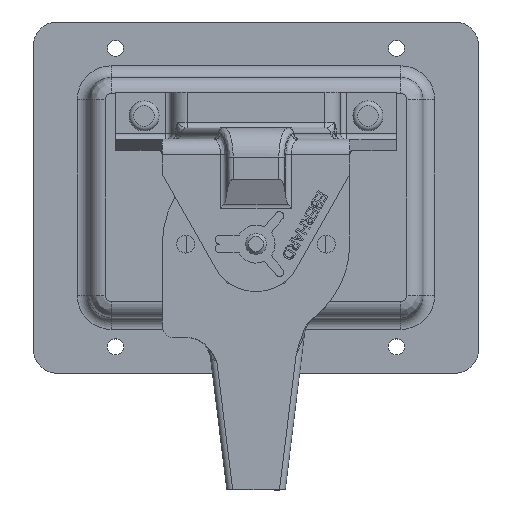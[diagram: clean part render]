
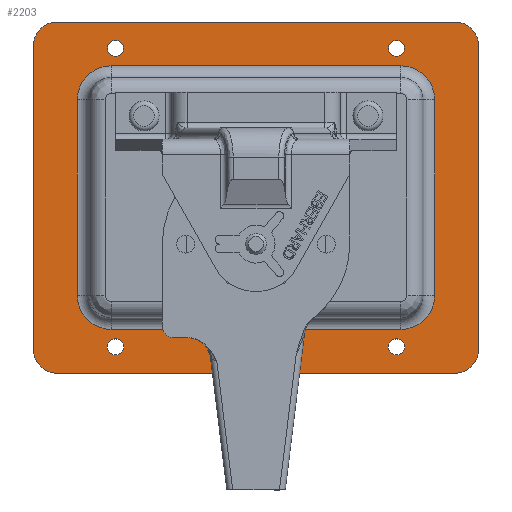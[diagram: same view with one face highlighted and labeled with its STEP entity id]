
A CAD part, top view. The second image highlights one B-rep face of the part: STEP entity #2203.
In plain terms, the highlighted planar face has unit normal (0, 0, 1).
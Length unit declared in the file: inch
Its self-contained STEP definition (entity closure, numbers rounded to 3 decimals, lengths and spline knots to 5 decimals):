
#146=CARTESIAN_POINT('',(-1.414,-1.594,0.0478));
#147=VERTEX_POINT('',#146);
#148=CARTESIAN_POINT('',(-1.5,-1.594,0.0478));
#149=DIRECTION('',(0.0,0.0,-1.0));
#150=DIRECTION('',(-1.0,0.0,0.0));
#151=AXIS2_PLACEMENT_3D('',#148,#149,#150);
#152=CIRCLE('',#151,0.086);
#153=EDGE_CURVE('',#147,#147,#152,.T.);
#174=CARTESIAN_POINT('',(1.586,-1.594,0.0478));
#175=VERTEX_POINT('',#174);
#176=CARTESIAN_POINT('',(1.5,-1.594,0.0478));
#177=DIRECTION('',(0.0,0.0,-1.0));
#178=DIRECTION('',(-1.0,0.0,0.0));
#179=AXIS2_PLACEMENT_3D('',#176,#177,#178);
#180=CIRCLE('',#179,0.086);
#181=EDGE_CURVE('',#175,#175,#180,.T.);
#202=CARTESIAN_POINT('',(-1.414,1.594,0.0478));
#203=VERTEX_POINT('',#202);
#204=CARTESIAN_POINT('',(-1.5,1.594,0.0478));
#205=DIRECTION('',(0.0,0.0,-1.0));
#206=DIRECTION('',(-1.0,0.0,0.0));
#207=AXIS2_PLACEMENT_3D('',#204,#205,#206);
#208=CIRCLE('',#207,0.086);
#209=EDGE_CURVE('',#203,#203,#208,.T.);
#230=CARTESIAN_POINT('',(1.586,1.594,0.0478));
#231=VERTEX_POINT('',#230);
#232=CARTESIAN_POINT('',(1.5,1.594,0.0478));
#233=DIRECTION('',(0.0,0.0,-1.0));
#234=DIRECTION('',(-1.0,0.0,0.0));
#235=AXIS2_PLACEMENT_3D('',#232,#233,#234);
#236=CIRCLE('',#235,0.086);
#237=EDGE_CURVE('',#231,#231,#236,.T.);
#1828=CARTESIAN_POINT('',(-1.54625,1.40705,0.0478));
#1829=VERTEX_POINT('',#1828);
#1838=CARTESIAN_POINT('',(1.54625,1.40705,0.0478));
#1839=VERTEX_POINT('',#1838);
#1847=CARTESIAN_POINT('',(1.54625,1.40705,0.0478));
#1848=DIRECTION('',(-1.0,0.0,0.0));
#1849=VECTOR('',#1848,3.0925);
#1850=LINE('',#1847,#1849);
#1851=EDGE_CURVE('',#1839,#1829,#1850,.T.);
#1863=CARTESIAN_POINT('',(1.90705,1.04625,0.0478));
#1864=VERTEX_POINT('',#1863);
#1872=CARTESIAN_POINT('',(1.54625,1.04625,0.0478));
#1873=DIRECTION('',(0.0,0.0,1.0));
#1874=DIRECTION('',(0.707,0.707,0.0));
#1875=AXIS2_PLACEMENT_3D('',#1872,#1873,#1874);
#1876=CIRCLE('',#1875,0.3608);
#1877=EDGE_CURVE('',#1864,#1839,#1876,.T.);
#1897=CARTESIAN_POINT('',(1.90705,-1.04625,0.0478));
#1898=VERTEX_POINT('',#1897);
#1906=CARTESIAN_POINT('',(1.90705,-1.04625,0.0478));
#1907=DIRECTION('',(0.0,1.0,0.0));
#1908=VECTOR('',#1907,2.0925);
#1909=LINE('',#1906,#1908);
#1910=EDGE_CURVE('',#1898,#1864,#1909,.T.);
#1929=CARTESIAN_POINT('',(1.54625,-1.40705,0.0478));
#1930=VERTEX_POINT('',#1929);
#1938=CARTESIAN_POINT('',(1.54625,-1.04625,0.0478));
#1939=DIRECTION('',(0.0,0.0,1.0));
#1940=DIRECTION('',(0.707,-0.707,0.0));
#1941=AXIS2_PLACEMENT_3D('',#1938,#1939,#1940);
#1942=CIRCLE('',#1941,0.3608);
#1943=EDGE_CURVE('',#1930,#1898,#1942,.T.);
#1961=CARTESIAN_POINT('',(-1.54625,-1.40705,0.0478));
#1962=VERTEX_POINT('',#1961);
#1970=CARTESIAN_POINT('',(-1.54625,-1.40705,0.0478));
#1971=DIRECTION('',(1.0,0.0,0.0));
#1972=VECTOR('',#1971,3.0925);
#1973=LINE('',#1970,#1972);
#1974=EDGE_CURVE('',#1962,#1930,#1973,.T.);
#1991=CARTESIAN_POINT('',(-1.90705,-1.04625,0.0478));
#1992=VERTEX_POINT('',#1991);
#2000=CARTESIAN_POINT('',(-1.54625,-1.04625,0.0478));
#2001=DIRECTION('',(0.0,0.0,1.0));
#2002=DIRECTION('',(-0.707,-0.707,0.0));
#2003=AXIS2_PLACEMENT_3D('',#2000,#2001,#2002);
#2004=CIRCLE('',#2003,0.3608);
#2005=EDGE_CURVE('',#1992,#1962,#2004,.T.);
#2017=CARTESIAN_POINT('',(-1.90705,1.04625,0.0478));
#2018=VERTEX_POINT('',#2017);
#2026=CARTESIAN_POINT('',(-1.90705,1.04625,0.0478));
#2027=DIRECTION('',(0.0,-1.0,0.0));
#2028=VECTOR('',#2027,2.0925);
#2029=LINE('',#2026,#2028);
#2030=EDGE_CURVE('',#2018,#1992,#2029,.T.);
#2043=CARTESIAN_POINT('',(-1.54625,1.04625,0.0478));
#2044=DIRECTION('',(0.0,0.0,1.0));
#2045=DIRECTION('',(-0.707,0.707,0.0));
#2046=AXIS2_PLACEMENT_3D('',#2043,#2044,#2045);
#2047=CIRCLE('',#2046,0.3608);
#2048=EDGE_CURVE('',#1829,#2018,#2047,.T.);
#2106=CARTESIAN_POINT('',(0.,0.0,0.0478));
#2107=DIRECTION('',(0.0,0.0,1.0));
#2108=DIRECTION('',(1.0,0.0,0.0));
#2109=AXIS2_PLACEMENT_3D('',#2106,#2107,#2108);
#2110=PLANE('',#2109);
#2111=CARTESIAN_POINT('',(-2.375,1.625,0.0478));
#2112=VERTEX_POINT('',#2111);
#2113=CARTESIAN_POINT('',(-2.125,1.875,0.0478));
#2114=VERTEX_POINT('',#2113);
#2115=CARTESIAN_POINT('',(-2.125,1.625,0.0478));
#2116=DIRECTION('',(0.0,0.0,-1.0));
#2117=DIRECTION('',(0.0,1.0,0.0));
#2118=AXIS2_PLACEMENT_3D('',#2115,#2116,#2117);
#2119=CIRCLE('',#2118,0.25);
#2120=EDGE_CURVE('',#2112,#2114,#2119,.T.);
#2121=ORIENTED_EDGE('',*,*,#2120,.F.);
#2122=CARTESIAN_POINT('',(-2.375,-1.625,0.0478));
#2123=VERTEX_POINT('',#2122);
#2124=CARTESIAN_POINT('',(-2.375,-1.625,0.0478));
#2125=DIRECTION('',(0.0,1.0,0.0));
#2126=VECTOR('',#2125,3.25);
#2127=LINE('',#2124,#2126);
#2128=EDGE_CURVE('',#2123,#2112,#2127,.T.);
#2129=ORIENTED_EDGE('',*,*,#2128,.F.);
#2130=CARTESIAN_POINT('',(-2.125,-1.875,0.0478));
#2131=VERTEX_POINT('',#2130);
#2132=CARTESIAN_POINT('',(-2.125,-1.625,0.0478));
#2133=DIRECTION('',(0.0,0.0,-1.0));
#2134=DIRECTION('',(-1.0,0.0,0.0));
#2135=AXIS2_PLACEMENT_3D('',#2132,#2133,#2134);
#2136=CIRCLE('',#2135,0.25);
#2137=EDGE_CURVE('',#2131,#2123,#2136,.T.);
#2138=ORIENTED_EDGE('',*,*,#2137,.F.);
#2139=CARTESIAN_POINT('',(2.125,-1.875,0.0478));
#2140=VERTEX_POINT('',#2139);
#2141=CARTESIAN_POINT('',(2.125,-1.875,0.0478));
#2142=DIRECTION('',(-1.0,0.0,0.0));
#2143=VECTOR('',#2142,4.25);
#2144=LINE('',#2141,#2143);
#2145=EDGE_CURVE('',#2140,#2131,#2144,.T.);
#2146=ORIENTED_EDGE('',*,*,#2145,.F.);
#2147=CARTESIAN_POINT('',(2.375,-1.625,0.0478));
#2148=VERTEX_POINT('',#2147);
#2149=CARTESIAN_POINT('',(2.125,-1.625,0.0478));
#2150=DIRECTION('',(0.0,0.0,-1.0));
#2151=DIRECTION('',(0.0,-1.0,0.0));
#2152=AXIS2_PLACEMENT_3D('',#2149,#2150,#2151);
#2153=CIRCLE('',#2152,0.25);
#2154=EDGE_CURVE('',#2148,#2140,#2153,.T.);
#2155=ORIENTED_EDGE('',*,*,#2154,.F.);
#2156=CARTESIAN_POINT('',(2.375,1.625,0.0478));
#2157=VERTEX_POINT('',#2156);
#2158=CARTESIAN_POINT('',(2.375,1.625,0.0478));
#2159=DIRECTION('',(0.0,-1.0,0.0));
#2160=VECTOR('',#2159,3.25);
#2161=LINE('',#2158,#2160);
#2162=EDGE_CURVE('',#2157,#2148,#2161,.T.);
#2163=ORIENTED_EDGE('',*,*,#2162,.F.);
#2164=CARTESIAN_POINT('',(2.125,1.875,0.0478));
#2165=VERTEX_POINT('',#2164);
#2166=CARTESIAN_POINT('',(2.125,1.625,0.0478));
#2167=DIRECTION('',(0.0,0.0,-1.0));
#2168=DIRECTION('',(1.0,0.0,0.0));
#2169=AXIS2_PLACEMENT_3D('',#2166,#2167,#2168);
#2170=CIRCLE('',#2169,0.25);
#2171=EDGE_CURVE('',#2165,#2157,#2170,.T.);
#2172=ORIENTED_EDGE('',*,*,#2171,.F.);
#2173=CARTESIAN_POINT('',(-2.125,1.875,0.0478));
#2174=DIRECTION('',(1.0,0.0,0.0));
#2175=VECTOR('',#2174,4.25);
#2176=LINE('',#2173,#2175);
#2177=EDGE_CURVE('',#2114,#2165,#2176,.T.);
#2178=ORIENTED_EDGE('',*,*,#2177,.F.);
#2179=EDGE_LOOP('',(#2121,#2129,#2138,#2146,#2155,#2163,#2172,#2178));
#2180=FACE_OUTER_BOUND('',#2179,.T.);
#2181=ORIENTED_EDGE('',*,*,#153,.T.);
#2182=EDGE_LOOP('',(#2181));
#2183=FACE_BOUND('',#2182,.T.);
#2184=ORIENTED_EDGE('',*,*,#181,.T.);
#2185=EDGE_LOOP('',(#2184));
#2186=FACE_BOUND('',#2185,.T.);
#2187=ORIENTED_EDGE('',*,*,#209,.T.);
#2188=EDGE_LOOP('',(#2187));
#2189=FACE_BOUND('',#2188,.T.);
#2190=ORIENTED_EDGE('',*,*,#237,.T.);
#2191=EDGE_LOOP('',(#2190));
#2192=FACE_BOUND('',#2191,.T.);
#2193=ORIENTED_EDGE('',*,*,#1851,.F.);
#2194=ORIENTED_EDGE('',*,*,#1877,.F.);
#2195=ORIENTED_EDGE('',*,*,#1910,.F.);
#2196=ORIENTED_EDGE('',*,*,#1943,.F.);
#2197=ORIENTED_EDGE('',*,*,#1974,.F.);
#2198=ORIENTED_EDGE('',*,*,#2005,.F.);
#2199=ORIENTED_EDGE('',*,*,#2030,.F.);
#2200=ORIENTED_EDGE('',*,*,#2048,.F.);
#2201=EDGE_LOOP('',(#2193,#2194,#2195,#2196,#2197,#2198,#2199,#2200));
#2202=FACE_BOUND('',#2201,.T.);
#2203=ADVANCED_FACE('',(#2180,#2183,#2186,#2189,#2192,#2202),#2110,.T.);
